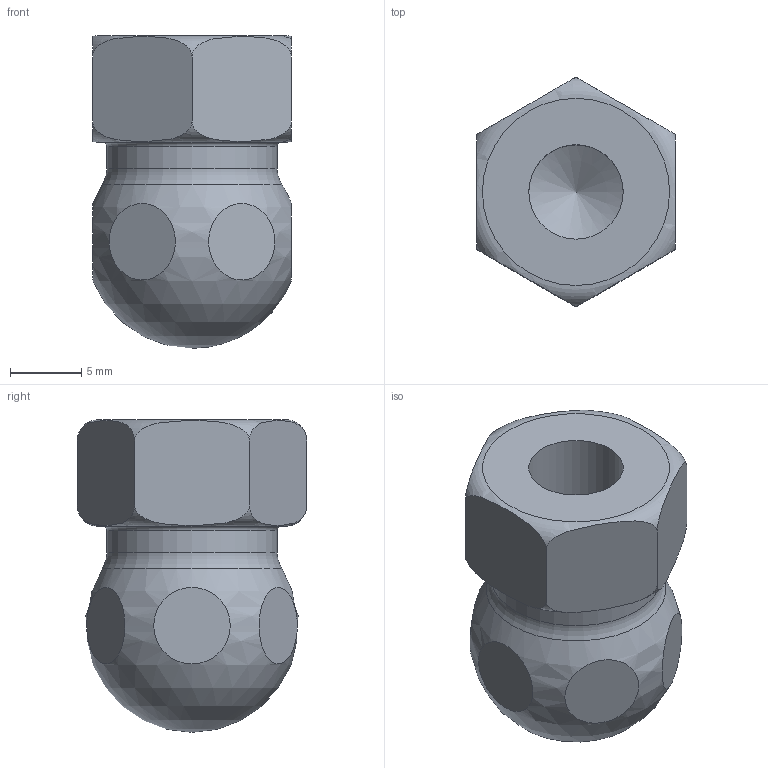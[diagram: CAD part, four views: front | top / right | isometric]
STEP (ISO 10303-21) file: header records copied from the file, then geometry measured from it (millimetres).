
FILE_DESCRIPTION(/* description */ (''),/* implementation_level */ '2;1');
FILE_NAME(/* name */ '10367_KriTec_Kugel_15_mit_Sechskant_M8x10.stp',/* time_stamp */ '2015-02-17T10:40:49+01:00',/* author */ ('kostic'),/* organization */ (''),/* preprocessor_version */ 'ST-DEVELOPER v15.2',/* originating_system */ 'Autodesk Inventor 2014',/* authorisation */ '');
FILE_SCHEMA (('CONFIG_CONTROL_DESIGN'));
Length unit declared in the file: millimetre
Products named in the file (1): 10367_KriTec_Kugel_15_mit_Sechskant_M8x10
Bounding box: 14 x 16.17 x 22 mm (x, y, z)
Volume: 2658.7 mm3; surface area: 1473.7 mm2
Topology: 1 solids, 1 shells, 22 faces, 45 edges, 30 vertices
Faces by surface type: plane 14, torus 4, cylinder 2, sphere 1, cone 1
Full cylindrical faces by diameter (mm): 6.647 x1, 12 x1
Entity records: 757 total; most frequent: CARTESIAN_POINT 339, DIRECTION 80, ORIENTED_EDGE 64, AXIS2_PLACEMENT_3D 37, EDGE_LOOP 36, EDGE_CURVE 32, VERTEX_POINT 26, ADVANCED_FACE 22
